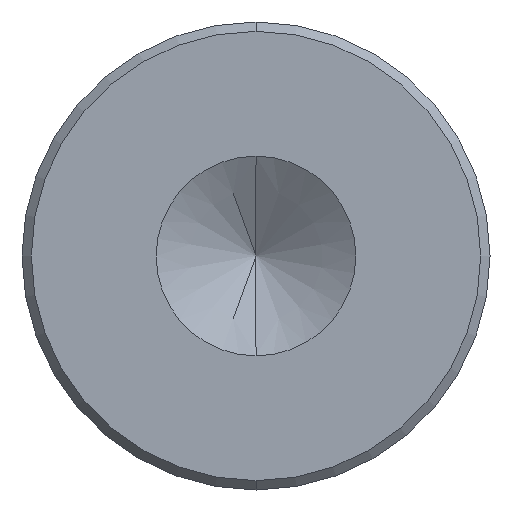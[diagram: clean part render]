
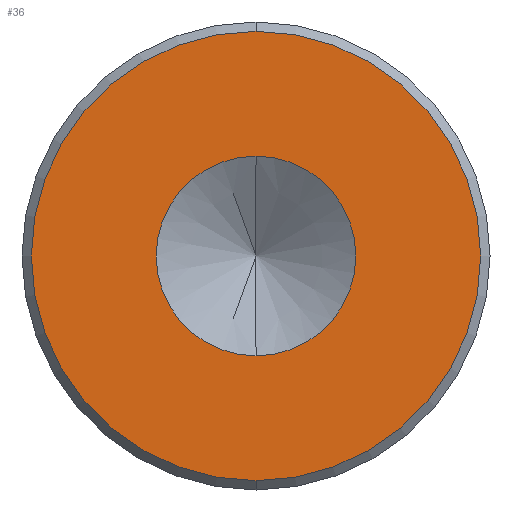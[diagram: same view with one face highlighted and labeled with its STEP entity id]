
A CAD part, front view. The second image highlights one B-rep face of the part: STEP entity #36.
In plain terms, the highlighted planar face has unit normal (0, -1, 0).
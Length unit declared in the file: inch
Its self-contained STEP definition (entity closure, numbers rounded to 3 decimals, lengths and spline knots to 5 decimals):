
#6 = CIRCLE ( 'NONE', #17, 0.05325 ) ;
#17 = AXIS2_PLACEMENT_3D ( 'NONE', #437, #436, #431 ) ;
#23 = CIRCLE ( 'NONE', #205, 0.11985 ) ;
#36 = ADVANCED_FACE ( 'NONE', ( #453, #169 ), #321, .F. ) ;
#48 = DIRECTION ( 'NONE',  ( 0., 0., -1. ) ) ;
#56 = AXIS2_PLACEMENT_3D ( 'NONE', #180, #141, #48 ) ;
#93 = ORIENTED_EDGE ( 'NONE', *, *, #442, .T. ) ;
#122 = DIRECTION ( 'NONE',  ( 0., 0., 1. ) ) ;
#124 = DIRECTION ( 'NONE',  ( 0., 0., 1. ) ) ;
#125 = CIRCLE ( 'NONE', #56, 0.05325 ) ;
#141 = DIRECTION ( 'NONE',  ( 0., -1., 0. ) ) ;
#143 = DIRECTION ( 'NONE',  ( 0., -1., 0. ) ) ;
#148 = VERTEX_POINT ( 'NONE', #295 ) ;
#149 = CARTESIAN_POINT ( 'NONE',  ( 0., 0., 0. ) ) ;
#163 = DIRECTION ( 'NONE',  ( 0., 1., 0. ) ) ;
#169 = FACE_OUTER_BOUND ( 'NONE', #217, .T. ) ;
#179 = CARTESIAN_POINT ( 'NONE',  ( 0., 0., -0.11985 ) ) ;
#180 = CARTESIAN_POINT ( 'NONE',  ( 0., 0., 0. ) ) ;
#192 = ORIENTED_EDGE ( 'NONE', *, *, #391, .F. ) ;
#199 = EDGE_LOOP ( 'NONE', ( #319, #192 ) ) ;
#205 = AXIS2_PLACEMENT_3D ( 'NONE', #149, #143, #122 ) ;
#217 = EDGE_LOOP ( 'NONE', ( #93, #365 ) ) ;
#219 = VERTEX_POINT ( 'NONE', #235 ) ;
#230 = VERTEX_POINT ( 'NONE', #179 ) ;
#235 = CARTESIAN_POINT ( 'NONE',  ( 0., 0., 0.11985 ) ) ;
#289 = CIRCLE ( 'NONE', #482, 0.11985 ) ;
#295 = CARTESIAN_POINT ( 'NONE',  ( 0., 0., 0.05325 ) ) ;
#297 = AXIS2_PLACEMENT_3D ( 'NONE', #390, #163, #124 ) ;
#307 = EDGE_CURVE ( 'NONE', #230, #219, #289, .T. ) ;
#314 = EDGE_CURVE ( 'NONE', #359, #148, #6, .T. ) ;
#319 = ORIENTED_EDGE ( 'NONE', *, *, #314, .F. ) ;
#321 = PLANE ( 'NONE',  #297 ) ;
#359 = VERTEX_POINT ( 'NONE', #464 ) ;
#365 = ORIENTED_EDGE ( 'NONE', *, *, #307, .T. ) ;
#390 = CARTESIAN_POINT ( 'NONE',  ( 0., 0., 0. ) ) ;
#391 = EDGE_CURVE ( 'NONE', #148, #359, #125, .T. ) ;
#431 = DIRECTION ( 'NONE',  ( 0., 0., -1. ) ) ;
#436 = DIRECTION ( 'NONE',  ( 0., -1., 0. ) ) ;
#437 = CARTESIAN_POINT ( 'NONE',  ( 0., 0., 0. ) ) ;
#442 = EDGE_CURVE ( 'NONE', #219, #230, #23, .T. ) ;
#453 = FACE_BOUND ( 'NONE', #199, .T. ) ;
#464 = CARTESIAN_POINT ( 'NONE',  ( 0., 0., -0.05325 ) ) ;
#469 = DIRECTION ( 'NONE',  ( 0., 0., 1. ) ) ;
#471 = DIRECTION ( 'NONE',  ( 0., -1., 0. ) ) ;
#473 = CARTESIAN_POINT ( 'NONE',  ( 0., 0., 0. ) ) ;
#482 = AXIS2_PLACEMENT_3D ( 'NONE', #473, #471, #469 ) ;
